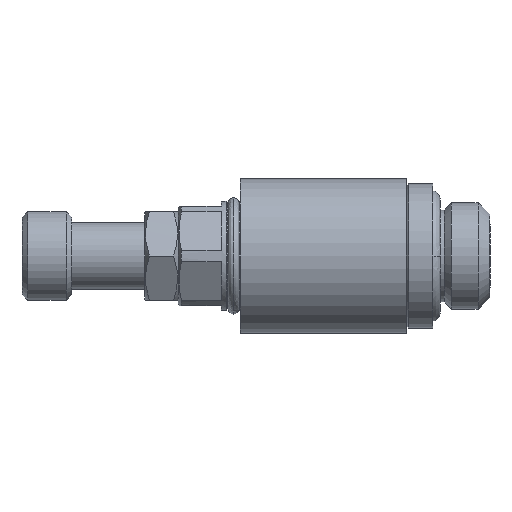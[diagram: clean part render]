
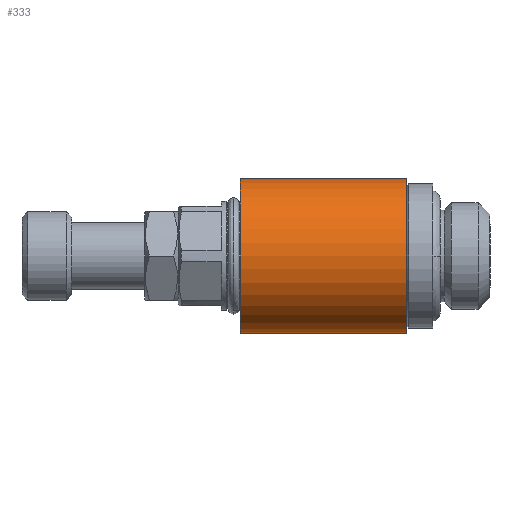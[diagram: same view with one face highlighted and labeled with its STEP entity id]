
A CAD part, left-side view. The second image highlights one B-rep face of the part: STEP entity #333.
In plain terms, the highlighted cylindrical face has radius 7 mm (diameter 14 mm), a full revolution.
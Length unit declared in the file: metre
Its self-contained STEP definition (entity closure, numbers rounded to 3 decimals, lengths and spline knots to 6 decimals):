
#333 = ADVANCED_FACE( 'NONE', ( #697, #698, #699 ), #700, .T. );
#697 = FACE_OUTER_BOUND( '', #1441, .T. );
#698 = FACE_OUTER_BOUND( '', #1442, .T. );
#699 = FACE_BOUND( '', #1443, .T. );
#700 = CYLINDRICAL_SURFACE( '', #1444, 0.007 );
#1441 = EDGE_LOOP( '', ( #2153 ) );
#1442 = EDGE_LOOP( '', ( #2154 ) );
#1443 = EDGE_LOOP( '', ( #2155, #2156 ) );
#1444 = AXIS2_PLACEMENT_3D( '', #2157, #2158, #2159 );
#2153 = ORIENTED_EDGE( '', *, *, #2565, .T. );
#2154 = ORIENTED_EDGE( '', *, *, #2573, .T. );
#2155 = ORIENTED_EDGE( '', *, *, #2324, .T. );
#2156 = ORIENTED_EDGE( '', *, *, #2555, .T. );
#2157 = CARTESIAN_POINT( '', ( 0., 0.030486, 0. ) );
#2158 = DIRECTION( '', ( 0., 1., 0. ) );
#2159 = DIRECTION( '', ( 0., 0., 1. ) );
#2324 = EDGE_CURVE( 'NONE', #2616, #2614, #2617, .T. );
#2555 = EDGE_CURVE( 'NONE', #2614, #2616, #2972, .T. );
#2565 = EDGE_CURVE( 'NONE', #2986, #2986, #2987, .T. );
#2573 = EDGE_CURVE( 'NONE', #2997, #2997, #2998, .T. );
#2614 = VERTEX_POINT( 'NONE', #3041 );
#2616 = VERTEX_POINT( 'NONE', #3043 );
#2617 = B_SPLINE_CURVE_WITH_KNOTS( '', 3, ( #3044, #3045, #3046, #3047, #3048, #3049, #3050, #3051, #3052, #3053, #3054, #3055, #3056, #3057, #3058, #3059, #3060, #3061, #3062, #3063, #3064, #3065, #3066, #3067, #3068, #3069, #3070 ), .UNSPECIFIED., .F., .F., ( 4, 1, 1, 1, 1, 1, 1, 1, 1, 1, 1, 1, 1, 1, 1, 1, 1, 1, 1, 1, 1, 1, 1, 1, 4 ), ( 0., 0.013051, 0.025801, 0.038273, 0.050492, 0.062487, 0.093221, 0.124965, 0.186477, 0.249972, 0.313463, 0.374978, 0.438393, 0.499983, 0.561569, 0.624987, 0.68647, 0.749995, 0.813459, 0.875001, 0.906774, 0.937493, 0.953455, 0.968757, 1. ), .UNSPECIFIED. );
#2972 = B_SPLINE_CURVE_WITH_KNOTS( '', 3, ( #3983, #3984, #3985, #3986, #3987, #3988, #3989, #3990, #3991, #3992, #3993, #3994, #3995, #3996, #3997, #3998, #3999, #4000, #4001, #4002, #4003, #4004, #4005, #4006, #4007, #4008, #4009 ), .UNSPECIFIED., .F., .F., ( 4, 1, 1, 1, 1, 1, 1, 1, 1, 1, 1, 1, 1, 1, 1, 1, 1, 1, 1, 1, 1, 1, 1, 1, 4 ), ( 0., 0.013052, 0.025802, 0.038274, 0.050493, 0.062486, 0.09322, 0.124965, 0.18647, 0.249972, 0.313469, 0.374979, 0.4384, 0.499984, 0.561571, 0.624988, 0.686483, 0.749995, 0.813479, 0.875002, 0.906774, 0.937493, 0.953451, 0.968757, 1. ), .UNSPECIFIED. );
#2986 = VERTEX_POINT( '', #4087 );
#2987 = CIRCLE( '', #4088, 0.007 );
#2997 = VERTEX_POINT( '', #4098 );
#2998 = CIRCLE( '', #4099, 0.007 );
#3041 = CARTESIAN_POINT( '', ( 0.005218, 0.016915, -0.004667 ) );
#3043 = CARTESIAN_POINT( '', ( 0.005217, 0.016897, 0.004667 ) );
#3044 = CARTESIAN_POINT( '', ( 0.005217, 0.016897, 0.004667 ) );
#3045 = CARTESIAN_POINT( '', ( 0.005219, 0.016965, 0.004665 ) );
#3046 = CARTESIAN_POINT( '', ( 0.005221, 0.0171, 0.004663 ) );
#3047 = CARTESIAN_POINT( '', ( 0.005231, 0.017299, 0.004651 ) );
#3048 = CARTESIAN_POINT( '', ( 0.005247, 0.017493, 0.004634 ) );
#3049 = CARTESIAN_POINT( '', ( 0.005267, 0.017682, 0.00461 ) );
#3050 = CARTESIAN_POINT( '', ( 0.005307, 0.017962, 0.004564 ) );
#3051 = CARTESIAN_POINT( '', ( 0.005381, 0.018335, 0.004478 ) );
#3052 = CARTESIAN_POINT( '', ( 0.005541, 0.018931, 0.004282 ) );
#3053 = CARTESIAN_POINT( '', ( 0.005795, 0.019637, 0.003941 ) );
#3054 = CARTESIAN_POINT( '', ( 0.006139, 0.020381, 0.003389 ) );
#3055 = CARTESIAN_POINT( '', ( 0.006473, 0.021015, 0.002706 ) );
#3056 = CARTESIAN_POINT( '', ( 0.006759, 0.021505, 0.001895 ) );
#3057 = CARTESIAN_POINT( '', ( 0.006953, 0.021825, 0.000986 ) );
#3058 = CARTESIAN_POINT( '', ( 0.007023, 0.021936, 0.000009 ) );
#3059 = CARTESIAN_POINT( '', ( 0.006955, 0.021829, -0.000967 ) );
#3060 = CARTESIAN_POINT( '', ( 0.006763, 0.021513, -0.001878 ) );
#3061 = CARTESIAN_POINT( '', ( 0.006479, 0.021026, -0.002692 ) );
#3062 = CARTESIAN_POINT( '', ( 0.006146, 0.020394, -0.003377 ) );
#3063 = CARTESIAN_POINT( '', ( 0.005801, 0.019652, -0.003932 ) );
#3064 = CARTESIAN_POINT( '', ( 0.005546, 0.018948, -0.004275 ) );
#3065 = CARTESIAN_POINT( '', ( 0.005385, 0.018352, -0.004473 ) );
#3066 = CARTESIAN_POINT( '', ( 0.005307, 0.01796, -0.004565 ) );
#3067 = CARTESIAN_POINT( '', ( 0.005262, 0.017644, -0.004617 ) );
#3068 = CARTESIAN_POINT( '', ( 0.005227, 0.017321, -0.004656 ) );
#3069 = CARTESIAN_POINT( '', ( 0.005221, 0.017078, -0.004662 ) );
#3070 = CARTESIAN_POINT( '', ( 0.005218, 0.016915, -0.004667 ) );
#3983 = CARTESIAN_POINT( '', ( 0.005218, 0.016915, -0.004667 ) );
#3984 = CARTESIAN_POINT( '', ( 0.005219, 0.016847, -0.004666 ) );
#3985 = CARTESIAN_POINT( '', ( 0.005221, 0.016712, -0.004663 ) );
#3986 = CARTESIAN_POINT( '', ( 0.00523, 0.016512, -0.004652 ) );
#3987 = CARTESIAN_POINT( '', ( 0.005246, 0.016318, -0.004635 ) );
#3988 = CARTESIAN_POINT( '', ( 0.005266, 0.016129, -0.004612 ) );
#3989 = CARTESIAN_POINT( '', ( 0.005306, 0.015848, -0.004566 ) );
#3990 = CARTESIAN_POINT( '', ( 0.005379, 0.015474, -0.004481 ) );
#3991 = CARTESIAN_POINT( '', ( 0.005538, 0.014876, -0.004285 ) );
#3992 = CARTESIAN_POINT( '', ( 0.005792, 0.014169, -0.003945 ) );
#3993 = CARTESIAN_POINT( '', ( 0.006137, 0.013423, -0.003393 ) );
#3994 = CARTESIAN_POINT( '', ( 0.006471, 0.012788, -0.00271 ) );
#3995 = CARTESIAN_POINT( '', ( 0.006758, 0.012296, -0.001898 ) );
#3996 = CARTESIAN_POINT( '', ( 0.006952, 0.011975, -0.000987 ) );
#3997 = CARTESIAN_POINT( '', ( 0.007023, 0.011864, -0.000009 ) );
#3998 = CARTESIAN_POINT( '', ( 0.006955, 0.011971, 0.000969 ) );
#3999 = CARTESIAN_POINT( '', ( 0.006763, 0.012288, 0.001881 ) );
#4000 = CARTESIAN_POINT( '', ( 0.006477, 0.012777, 0.002695 ) );
#4001 = CARTESIAN_POINT( '', ( 0.006143, 0.01341, 0.003381 ) );
#4002 = CARTESIAN_POINT( '', ( 0.005798, 0.014154, 0.003936 ) );
#4003 = CARTESIAN_POINT( '', ( 0.005544, 0.01486, 0.004278 ) );
#4004 = CARTESIAN_POINT( '', ( 0.005383, 0.015457, 0.004476 ) );
#4005 = CARTESIAN_POINT( '', ( 0.005305, 0.01585, 0.004567 ) );
#4006 = CARTESIAN_POINT( '', ( 0.00526, 0.016167, 0.004618 ) );
#4007 = CARTESIAN_POINT( '', ( 0.005227, 0.01649, 0.004657 ) );
#4008 = CARTESIAN_POINT( '', ( 0.005221, 0.016733, 0.004663 ) );
#4009 = CARTESIAN_POINT( '', ( 0.005217, 0.016897, 0.004667 ) );
#4087 = CARTESIAN_POINT( '', ( 0., 0.0079, 0.007 ) );
#4088 = AXIS2_PLACEMENT_3D( '', #4426, #4427, #4428 );
#4098 = CARTESIAN_POINT( '', ( 0., 0.0229, 0.007 ) );
#4099 = AXIS2_PLACEMENT_3D( '', #4435, #4436, #4437 );
#4426 = CARTESIAN_POINT( '', ( 0., 0.0079, 0. ) );
#4427 = DIRECTION( '', ( 0., 1., 0. ) );
#4428 = DIRECTION( '', ( 0., 0., 1. ) );
#4435 = CARTESIAN_POINT( '', ( 0., 0.0229, 0. ) );
#4436 = DIRECTION( '', ( 0., -1., 0. ) );
#4437 = DIRECTION( '', ( 0., 0., 1. ) );
